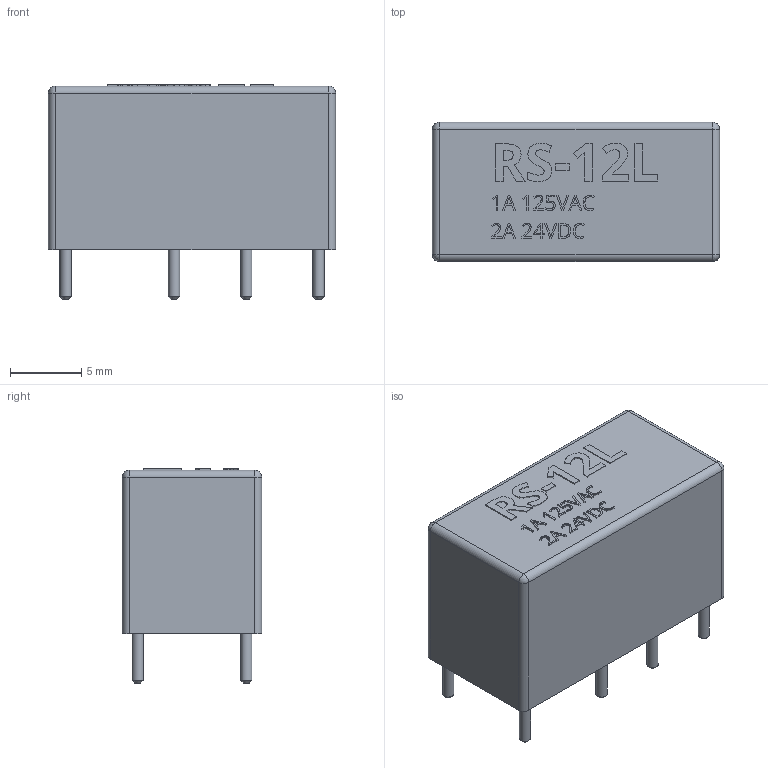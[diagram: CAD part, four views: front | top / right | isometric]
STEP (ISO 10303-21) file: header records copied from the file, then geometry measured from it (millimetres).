
FILE_DESCRIPTION( ( '' ), ' ' );
FILE_NAME( '5ac536771ea0820feb562305.step', '2018-04-04T20:32:57', ( '' ), ( '' ), ' ', ' ', ' ' );
FILE_SCHEMA( ( 'AUTOMOTIVE_DESIGN { 1 0 10303 214 1 1 1 1 }' ) );
Length unit declared in the file: metre
Products named in the file (3): TEXT; PINS; BODY
Bounding box: 20.2 x 9.8 x 15.1 mm (x, y, z)
Volume: 2518.1 mm3; surface area: 1801.2 mm2
Topology: 3 solids, 3 shells, 392 faces, 1071 edges, 693 vertices
Faces by surface type: plane 212, extrusion 152, cylinder 16, cone 8, sphere 4
Full cylindrical faces by diameter (mm): 0.8 x8
Entity records: 15461 total; most frequent: CARTESIAN_POINT 3065, ORIENTED_EDGE 2098, DIRECTION 1422, EDGE_CURVE 1049, VECTOR 840, VERTEX_POINT 691, LINE 688, B_SPLINE_CURVE_WITH_KNOTS 465
